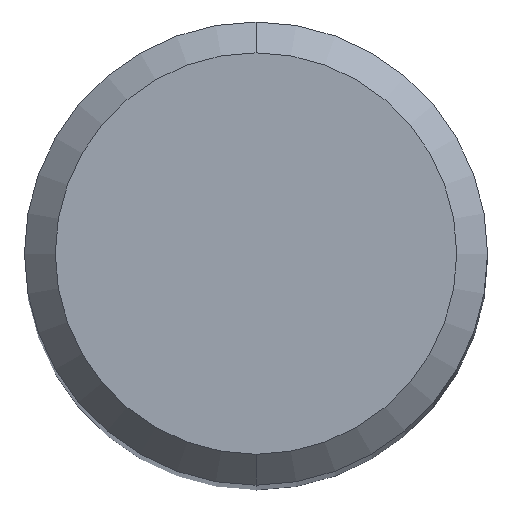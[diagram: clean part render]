
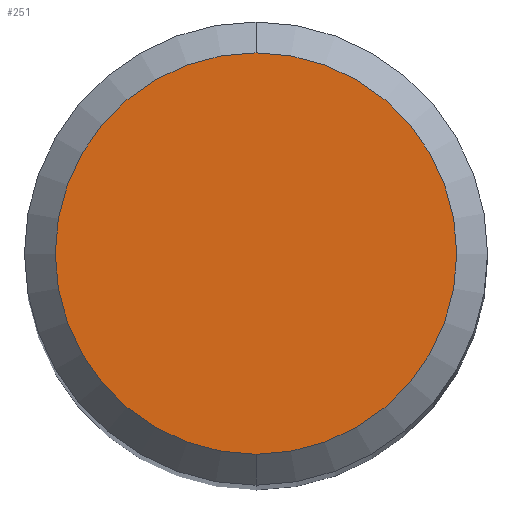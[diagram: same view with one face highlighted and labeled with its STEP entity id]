
A CAD part, top view. The second image highlights one B-rep face of the part: STEP entity #251.
In plain terms, the highlighted planar face has unit normal (0, 0, 1).
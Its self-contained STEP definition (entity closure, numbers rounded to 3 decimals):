
#251=ADVANCED_FACE('',(#618),#619,.T.);
#311=VERTEX_POINT('',#685);
#423=VERTEX_POINT('',#809);
#445=EDGE_CURVE('',#423,#311,#833,.T.);
#479=EDGE_CURVE('',#311,#423,#874,.T.);
#618=FACE_OUTER_BOUND('',#1051,.T.);
#619=PLANE('',#1052);
#685=CARTESIAN_POINT('',(0.0,2.6,0.0));
#809=CARTESIAN_POINT('',(0.,-2.6,0.0));
#833=CIRCLE('',#1491,2.6);
#874=CIRCLE('',#1540,2.6);
#1051=EDGE_LOOP('',(#1734,#1735));
#1052=AXIS2_PLACEMENT_3D('',#1736,#1737,#1738);
#1491=AXIS2_PLACEMENT_3D('',#1974,#1975,#1976);
#1540=AXIS2_PLACEMENT_3D('',#2039,#2040,#2041);
#1734=ORIENTED_EDGE('',*,*,#479,.F.);
#1735=ORIENTED_EDGE('',*,*,#445,.F.);
#1736=CARTESIAN_POINT('',(0.0,1.3,0.0));
#1737=DIRECTION('',(-0.0,0.0,1.0));
#1738=DIRECTION('',(0.0,-1.0,0.0));
#1974=CARTESIAN_POINT('',(0.0,0.0,0.0));
#1975=DIRECTION('',(0.0,0.0,-1.0));
#1976=DIRECTION('',(0.0,1.0,0.0));
#2039=CARTESIAN_POINT('',(0.0,0.0,0.0));
#2040=DIRECTION('',(0.0,0.0,-1.0));
#2041=DIRECTION('',(0.0,1.0,0.0));
